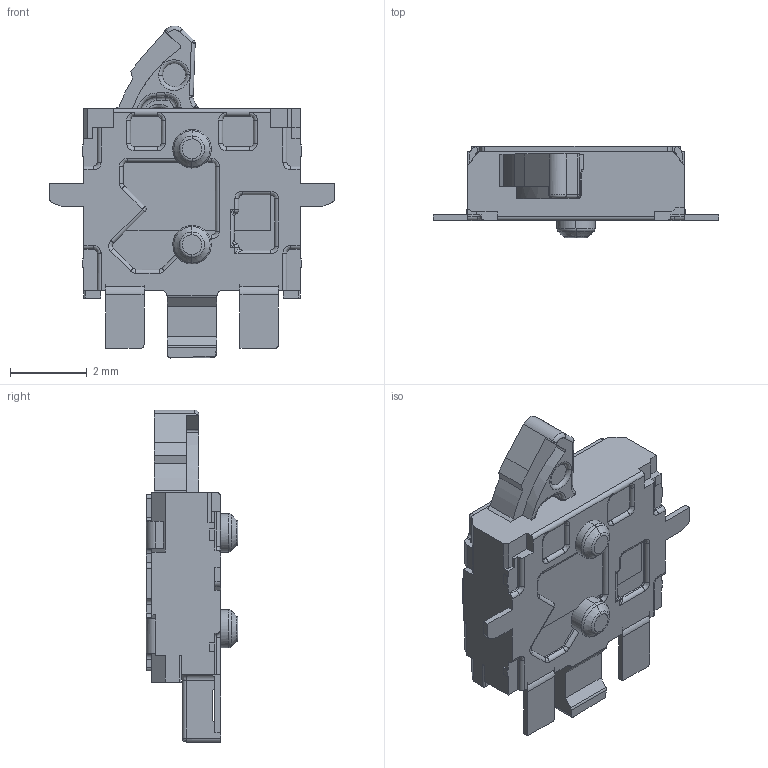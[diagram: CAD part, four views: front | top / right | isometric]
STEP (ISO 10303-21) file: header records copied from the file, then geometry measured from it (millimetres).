
FILE_DESCRIPTION (( 'STEP AP214' ), '1' );
FILE_NAME ('SPVT110106.STEP', '2025-03-04T08:12:50', ( '' ), ( '' ), 'SwSTEP 2.0', 'SolidWorks 2024', '' );
FILE_SCHEMA (( 'AUTOMOTIVE_DESIGN' ));
Length unit declared in the file: millimetre
Products named in the file (1): SPVT110106
Bounding box: 7.45 x 2.39 x 8.65 mm (x, y, z)
Volume: 55.6 mm3; surface area: 129.7 mm2
Topology: 1 solids, 1 shells, 386 faces, 1062 edges, 671 vertices
Faces by surface type: plane 189, cylinder 123, bspline 64, cone 10
Entity records: 16056 total; most frequent: CARTESIAN_POINT 5584, ORIENTED_EDGE 2110, DIRECTION 1451, EDGE_CURVE 1055, VERTEX_POINT 671, LINE 619, VECTOR 619, AXIS2_PLACEMENT_3D 416
